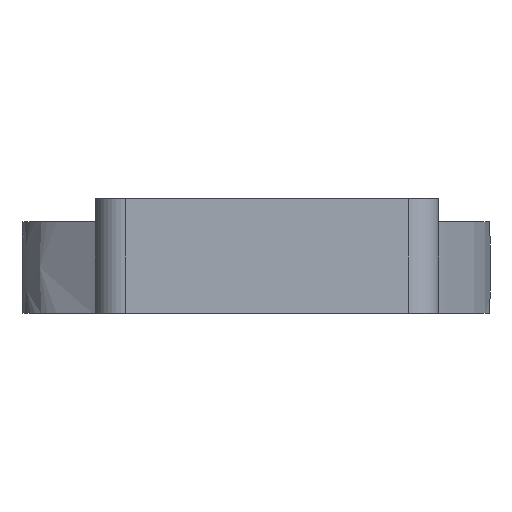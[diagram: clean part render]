
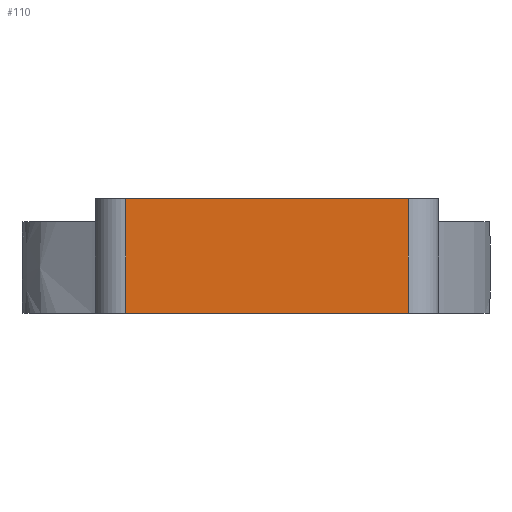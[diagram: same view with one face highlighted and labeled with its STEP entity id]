
A CAD part, left-side view. The second image highlights one B-rep face of the part: STEP entity #110.
In plain terms, the highlighted planar face has unit normal (-1, 0, 0).
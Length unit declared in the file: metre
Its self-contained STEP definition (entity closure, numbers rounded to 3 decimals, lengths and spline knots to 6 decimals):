
#110=ADVANCED_FACE('0:291',(#238),#239,.T.);
#238=FACE_OUTER_BOUND('',#755,.T.);
#239=PLANE('',#756);
#755=EDGE_LOOP('',(#1002,#1003,#1004,#1005));
#756=AXIS2_PLACEMENT_3D('',#1006,#1007,#1008);
#1002=ORIENTED_EDGE('',*,*,#1182,.F.);
#1003=ORIENTED_EDGE('',*,*,#1226,.F.);
#1004=ORIENTED_EDGE('',*,*,#1227,.T.);
#1005=ORIENTED_EDGE('',*,*,#1222,.T.);
#1006=CARTESIAN_POINT('',(0.027351,-0.002468,-0.01905));
#1007=DIRECTION('',(-1.0,0.0,0.0));
#1008=DIRECTION('',(0.0,0.0,1.0));
#1182=EDGE_CURVE('0:348',#1354,#1356,#1357,.T.);
#1222=EDGE_CURVE('0:342',#1409,#1356,#1410,.T.);
#1226=EDGE_CURVE('0:351',#1415,#1354,#1416,.T.);
#1227=EDGE_CURVE('0:354',#1415,#1409,#1417,.T.);
#1354=VERTEX_POINT('',#1677);
#1356=VERTEX_POINT('',#1679);
#1357=LINE('',#1680,#1681);
#1409=VERTEX_POINT('',#1778);
#1410=LINE('',#1779,#1780);
#1415=VERTEX_POINT('',#1786);
#1416=LINE('',#1787,#1788);
#1417=LINE('',#1789,#1790);
#1677=CARTESIAN_POINT('',(0.027351,-0.002468,0.0));
#1679=CARTESIAN_POINT('',(0.027351,-0.049287,0.0));
#1680=CARTESIAN_POINT('',(0.027351,-0.002468,0.0));
#1681=VECTOR('',#1885,1.0);
#1778=CARTESIAN_POINT('',(0.027351,-0.049287,-0.01905));
#1779=CARTESIAN_POINT('',(0.027351,-0.049287,-0.01905));
#1780=VECTOR('',#1926,1.0);
#1786=CARTESIAN_POINT('',(0.027351,-0.002468,-0.01905));
#1787=CARTESIAN_POINT('',(0.027351,-0.002468,-0.01905));
#1788=VECTOR('',#1931,1.0);
#1789=CARTESIAN_POINT('',(0.027351,-0.002468,-0.01905));
#1790=VECTOR('',#1932,1.0);
#1885=DIRECTION('',(0.0,-1.0,0.0));
#1926=DIRECTION('',(0.0,0.0,1.0));
#1931=DIRECTION('',(0.0,0.0,1.0));
#1932=DIRECTION('',(0.0,-1.0,0.0));
